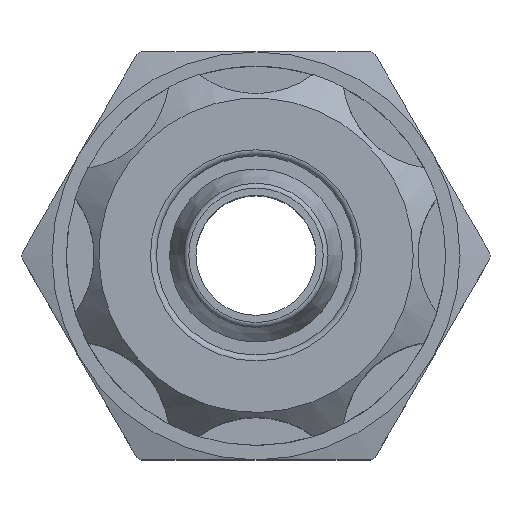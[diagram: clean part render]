
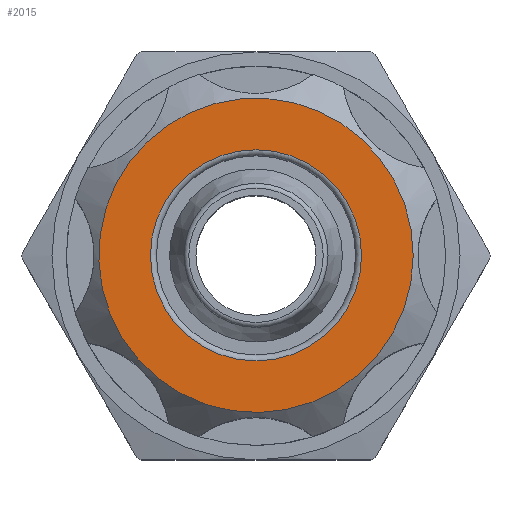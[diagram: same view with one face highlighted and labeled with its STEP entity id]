
A CAD part, top view. The second image highlights one B-rep face of the part: STEP entity #2015.
In plain terms, the highlighted planar face has unit normal (0, 0, 1).
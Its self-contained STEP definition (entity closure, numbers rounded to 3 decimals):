
#1984=CARTESIAN_POINT('',(4.4,0.,12.));
#1985=VERTEX_POINT('',#1984);
#1986=CARTESIAN_POINT('',(0.0,0.0,12.));
#1987=DIRECTION('',(0.0,0.0,1.0));
#1988=DIRECTION('',(-1.0,0.0,0.0));
#1989=AXIS2_PLACEMENT_3D('',#1986,#1987,#1988);
#1990=CIRCLE('',#1989,4.4);
#1991=EDGE_CURVE('',#1985,#1985,#1990,.T.);
#1996=CARTESIAN_POINT('',(0.0,0.0,12.));
#1997=DIRECTION('',(0.0,0.0,-1.0));
#1998=DIRECTION('',(-1.0,0.0,0.0));
#1999=AXIS2_PLACEMENT_3D('',#1996,#1997,#1998);
#2000=PLANE('',#1999);
#2001=CARTESIAN_POINT('',(6.55,0.,12.));
#2002=VERTEX_POINT('',#2001);
#2003=CARTESIAN_POINT('',(0.0,0.0,12.));
#2004=DIRECTION('',(0.0,0.0,-1.0));
#2005=DIRECTION('',(-1.0,0.0,0.0));
#2006=AXIS2_PLACEMENT_3D('',#2003,#2004,#2005);
#2007=CIRCLE('',#2006,6.55);
#2008=EDGE_CURVE('',#2002,#2002,#2007,.T.);
#2009=ORIENTED_EDGE('',*,*,#2008,.F.);
#2010=EDGE_LOOP('',(#2009));
#2011=FACE_OUTER_BOUND('',#2010,.T.);
#2012=ORIENTED_EDGE('',*,*,#1991,.F.);
#2013=EDGE_LOOP('',(#2012));
#2014=FACE_BOUND('',#2013,.T.);
#2015=ADVANCED_FACE('',(#2011,#2014),#2000,.F.);
